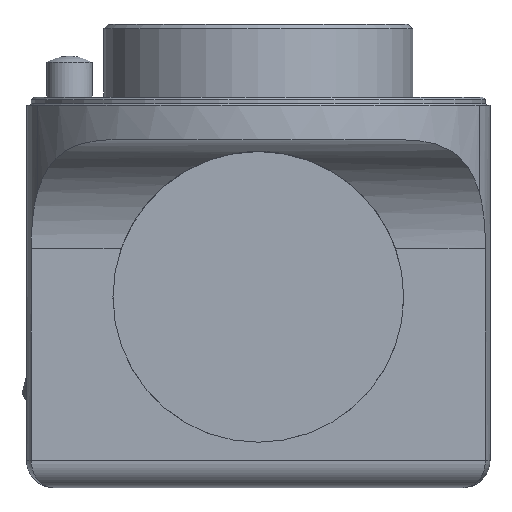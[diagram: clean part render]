
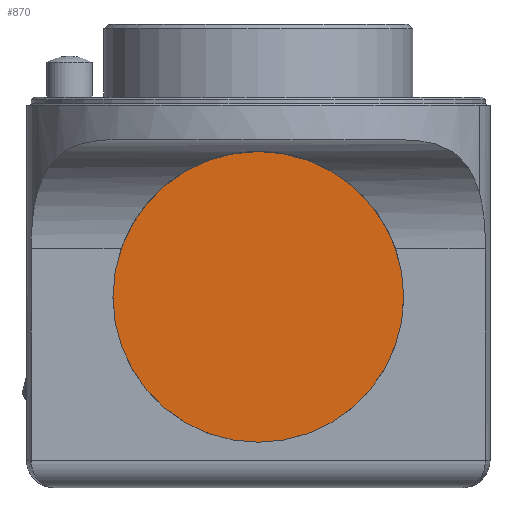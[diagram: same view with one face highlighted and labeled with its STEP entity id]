
A CAD part, left-side view. The second image highlights one B-rep face of the part: STEP entity #870.
In plain terms, the highlighted planar face has unit normal (-1, 0, 0).
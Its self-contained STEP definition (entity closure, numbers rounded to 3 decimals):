
#394=PLANE('',#6050);
#870=ADVANCED_FACE('',(#1171),#394,.F.);
#1171=FACE_OUTER_BOUND('',#1513,.T.);
#1513=EDGE_LOOP('',(#4093));
#4093=ORIENTED_EDGE('',*,*,#5437,.F.);
#4636=VERTEX_POINT('',#9710);
#5437=EDGE_CURVE('',#4636,#4636,#5575,.T.);
#5575=CIRCLE('',#6049,16.);
#6049=AXIS2_PLACEMENT_3D('',#9709,#7425,#7426);
#6050=AXIS2_PLACEMENT_3D('',#9711,#7427,#7428);
#7425=DIRECTION('',(1.,0.,0.));
#7426=DIRECTION('',(0.,0.,-1.));
#7427=DIRECTION('',(1.,0.,0.));
#7428=DIRECTION('',(0.,-0.001,1.));
#9709=CARTESIAN_POINT('',(-9.506,0.,-22.));
#9710=CARTESIAN_POINT('',(-9.506,0.,-38.));
#9711=CARTESIAN_POINT('',(-9.506,-6.,-22.003));
